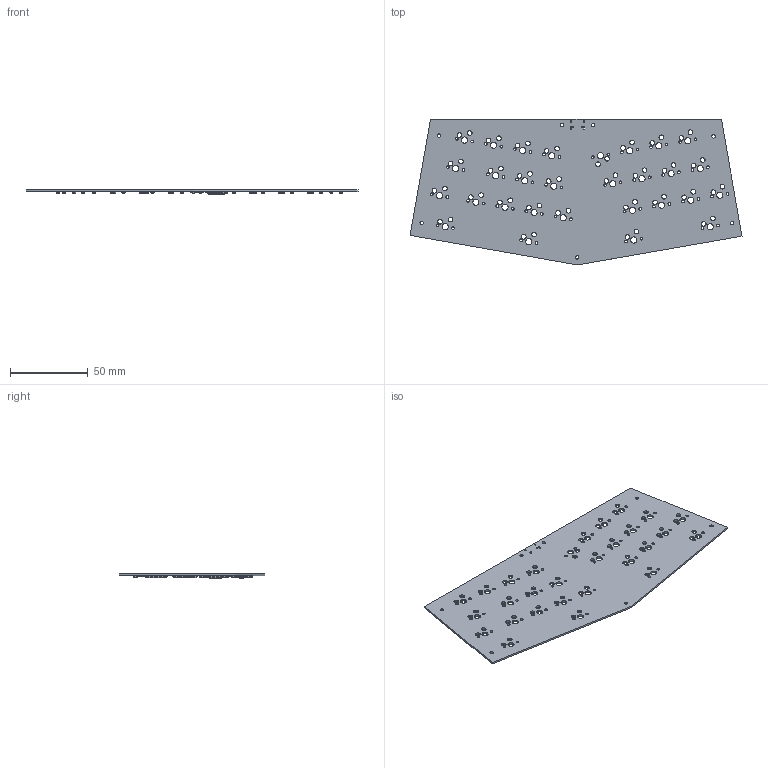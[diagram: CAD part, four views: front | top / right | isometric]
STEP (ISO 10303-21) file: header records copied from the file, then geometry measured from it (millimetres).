
FILE_DESCRIPTION(('KiCad electronic assembly'),'2;1');
FILE_NAME('baby-batoid.step','2025-03-08T16:12:27',('Pcbnew'),('Kicad'), 'Open CASCADE STEP processor 7.8','KiCad to STEP converter','Unknown' );
FILE_SCHEMA(('AUTOMOTIVE_DESIGN { 1 0 10303 214 1 1 1 1 }'));
Length unit declared in the file: millimetre
Products named in the file (11): baby-batoid 1; C_0402_1005Metric; LQFP-48_7x7mm_P0.5mm; D_SOD-123; SW_SPST_TL3342; SOT-143; SOT-23; R_0402_1005Metric; Fuse_1206_3216Metric; C_0603_1608Metric; baby-batoid_PCB
Assembly tree (50 placements, depth 2):
  baby-batoid 1
    C_0402_1005Metric  x9
    LQFP-48_7x7mm_P0.5mm
    D_SOD-123  x29
    SW_SPST_TL3342  x2
    SOT-143
    SOT-23
    R_0402_1005Metric  x4
    Fuse_1206_3216Metric
    C_0603_1608Metric
    baby-batoid_PCB
Bounding box: 214.07 x 94.09 x 2.73 mm (x, y, z)
Volume: 18189.4 mm3; surface area: 35375.7 mm2
Topology: 50 solids, 52 shells, 3850 faces, 9618 edges, 5936 vertices
Faces by surface type: plane 2078, bspline 921, cylinder 849, torus 2
Full cylindrical faces by diameter (mm): 0.5 x1, 0.65 x2, 1.75 x58, 2 x2, 2.2 x7, 3 x58, 3.988 x29
Entity records: 59318 total; most frequent: CARTESIAN_POINT 12455, ORIENTED_EDGE 7906, DIRECTION 7397, EDGE_CURVE 3953, LINE 2815, VECTOR 2815, VERTEX_POINT 2509, AXIS2_PLACEMENT_3D 2291
